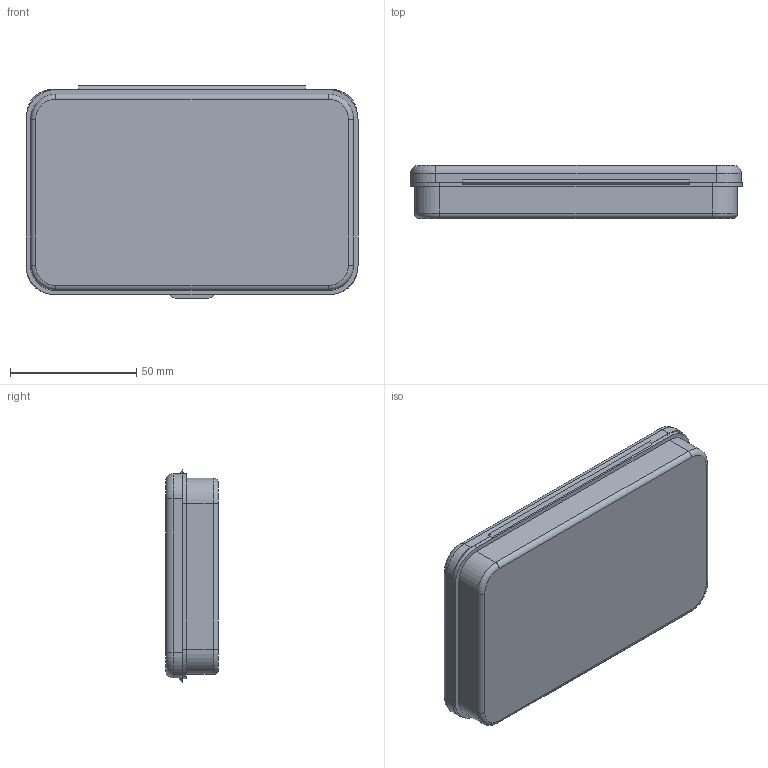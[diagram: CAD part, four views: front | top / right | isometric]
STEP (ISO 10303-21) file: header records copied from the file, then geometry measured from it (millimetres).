
FILE_DESCRIPTION (( 'STEP AP214' ), '1' );
FILE_NAME ('B130 Êîðîáêà ïëàñòèêîâàÿ, 130x80x20 ìì.STEP', '2020-02-26T12:14:38', ( 'Ïîëüçîâàòåëü Windows' ), ( '' ), 'SwSTEP 2.0', 'SolidWorks 2019', '' );
FILE_SCHEMA (( 'AUTOMOTIVE_DESIGN' ));
Length unit declared in the file: millimetre
Products named in the file (3): B130 澎觐耱黖00; B130 Êîðîáêà ïëàñòèêîâàÿ, 130x80x20 ìì; B130 Êðûøêà_00
Assembly tree (2 placements, depth 2):
  B130 Êîðîáêà ïëàñòèêîâàÿ, 130x80x20 ìì
    B130 澎觐耱黖00
    B130 Êðûøêà_00
Bounding box: 131.6 x 20.9 x 84.2 mm (x, y, z)
Volume: 38562.4 mm3; surface area: 58857.6 mm2
Topology: 6 solids, 6 shells, 129 faces, 298 edges, 188 vertices
Faces by surface type: plane 61, cylinder 44, torus 18, bspline 6
Entity records: 4094 total; most frequent: CARTESIAN_POINT 1002, DIRECTION 634, ORIENTED_EDGE 596, EDGE_CURVE 298, AXIS2_PLACEMENT_3D 234, VERTEX_POINT 188, LINE 166, VECTOR 166
